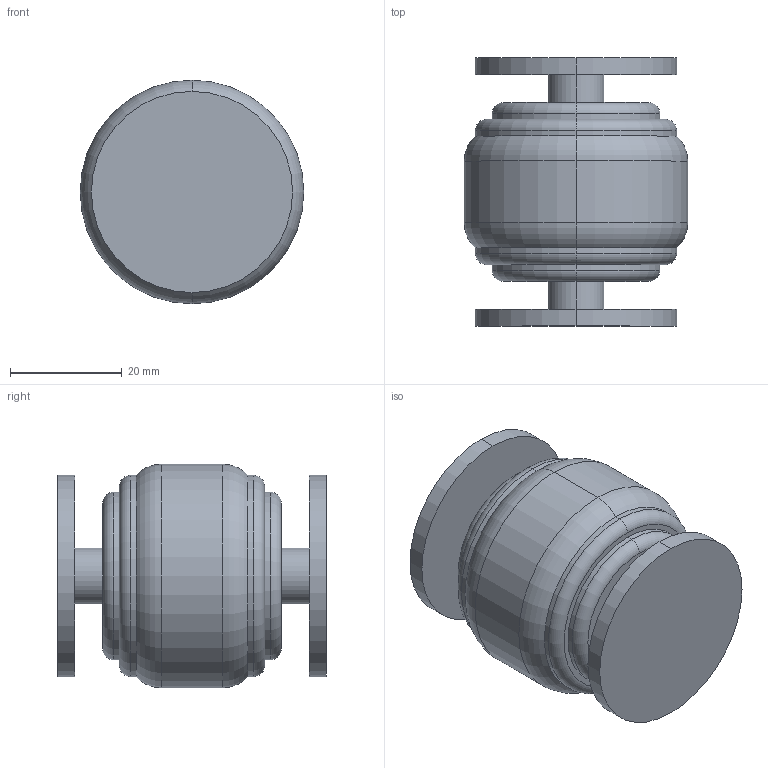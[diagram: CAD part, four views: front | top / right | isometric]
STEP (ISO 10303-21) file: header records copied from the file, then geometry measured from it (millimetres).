
FILE_DESCRIPTION (( 'STEP AP203' ), '1' );
FILE_NAME ('damber.STEP', '2019-06-03T11:40:01', ( '' ), ( '' ), 'SwSTEP 2.0', 'SolidWorks 2018', '' );
FILE_SCHEMA (( 'CONFIG_CONTROL_DESIGN' ));
Length unit declared in the file: millimetre
Products named in the file (1): damber
Bounding box: 40 x 48 x 40 mm (x, y, z)
Volume: 41356.5 mm3; surface area: 10281.1 mm2
Topology: 1 solids, 1 shells, 38 faces, 74 edges, 44 vertices
Faces by surface type: cylinder 18, torus 12, plane 8
Entity records: 1063 total; most frequent: DIRECTION 208, CARTESIAN_POINT 157, ORIENTED_EDGE 148, AXIS2_PLACEMENT_3D 95, EDGE_CURVE 74, CIRCLE 56, EDGE_LOOP 44, VERTEX_POINT 44
